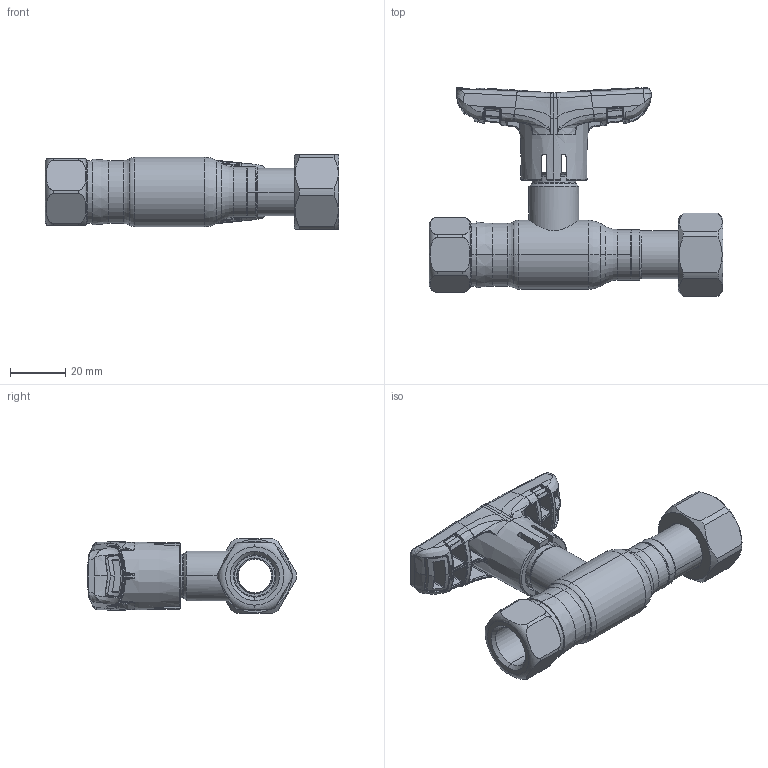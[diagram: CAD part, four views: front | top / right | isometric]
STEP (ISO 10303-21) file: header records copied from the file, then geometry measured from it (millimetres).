
FILE_DESCRIPTION (( 'STEP AP214' ), '1' );
FILE_NAME ('2010002200-0400.step', '2024-01-11T11:23:35', ( '' ), ( '' ), 'SwSTEP 2.0', 'SolidWorks 2021', '' );
FILE_SCHEMA (( 'AUTOMOTIVE_DESIGN' ));
Length unit declared in the file: millimetre
Products named in the file (1): 2010002200-0400
Bounding box: 105.9 x 75.28 x 27 mm (x, y, z)
Surface area: 21772.6 mm2 (no closed solid volume)
Topology: 0 solids, 9 shells, 754 faces, 2102 edges, 1288 vertices
Faces by surface type: bspline 568, plane 62, cylinder 54, cone 33, torus 25, sphere 12
Entity records: 55774 total; most frequent: CARTESIAN_POINT 33051, ORIENTED_EDGE 3785, EDGE_CURVE 2098, DIRECTION 1580, B_SPLINE_CURVE_WITH_KNOTS 1396, VERTEX_POINT 1288, EDGE_LOOP 765, UNCERTAINTY_MEASURE_WITH_UNIT 756
